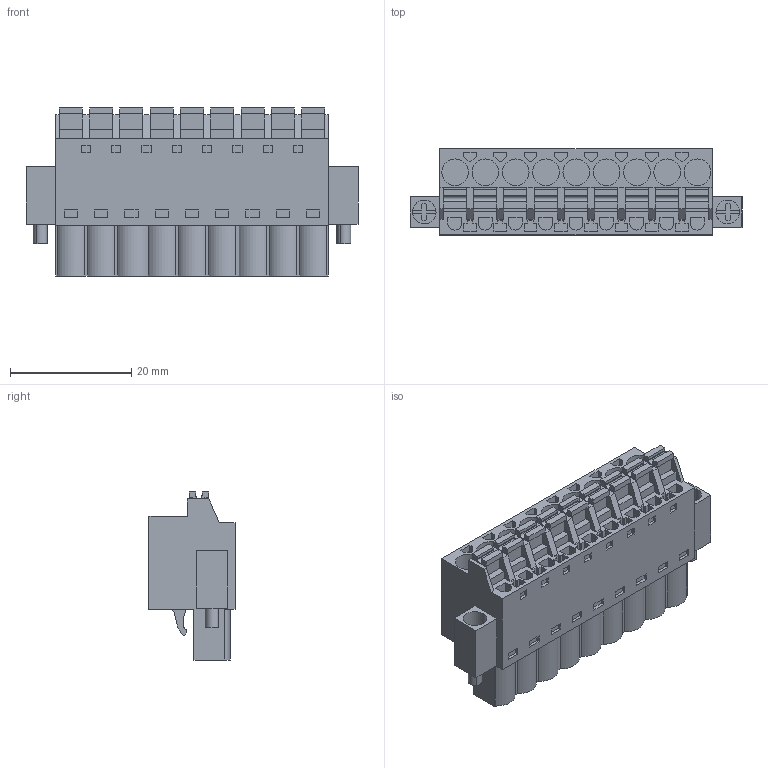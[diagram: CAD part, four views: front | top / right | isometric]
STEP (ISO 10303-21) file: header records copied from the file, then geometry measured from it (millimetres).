
FILE_DESCRIPTION(('CATIA V5 STEP Exchange','CAx-IF Rec.Pracs.--- Model Styling and Organization---1.2---2011-12-15'),'2;1');
FILE_NAME ('D1446730_0_1017510000_1017510000.stp','2017-04-27T11:24:53+00:00',('none'),('Weidmueller'),'CATIA Version 5-6 Release 2014','CATIA V5 STEP AP214','none');
FILE_SCHEMA(('AUTOMOTIVE_DESIGN { 1 0 10303 214 1 1 1 1 }'));
Length unit declared in the file: millimetre
Products named in the file (1): 1017510000
Bounding box: 54.8 x 14.2 x 27.73 mm (x, y, z)
Volume: 11705.1 mm3; surface area: 6869.5 mm2
Topology: 12 solids, 12 shells, 811 faces, 2332 edges, 1622 vertices
Faces by surface type: plane 720, cylinder 87, extrusion 4
Entity records: 25974 total; most frequent: CARTESIAN_POINT 4705, ORIENTED_EDGE 4664, DIRECTION 3418, EDGE_CURVE 2332, VECTOR 2129, LINE 2125, VERTEX_POINT 1622, EDGE_LOOP 908
